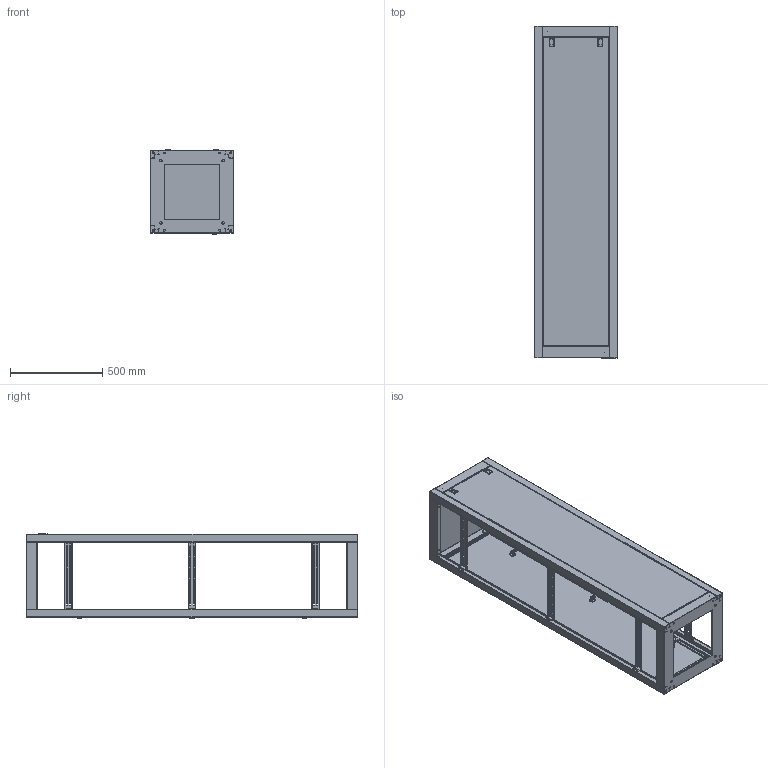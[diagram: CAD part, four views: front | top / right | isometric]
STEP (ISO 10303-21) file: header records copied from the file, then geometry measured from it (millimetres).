
FILE_DESCRIPTION (( 'STEP AP214' ), '1' );
FILE_NAME ('Êàðêàñ ÂÐÓ 1 IP31 1800õ450õ450.STEP', '2021-02-10T08:52:47', ( '' ), ( '' ), 'SwSTEP 2.0', 'SolidWorks 2021', '' );
FILE_SCHEMA (( 'AUTOMOTIVE_DESIGN' ));
Length unit declared in the file: millimetre
Products named in the file (20): ﾌﾈ-557.01.00.001 ﾊ; Äâåðü ÂÐÓ 1800õ600_1800*600; ÌÈ-556.01.00.002 ñòîéêà óãëîâàÿ_1800; ﾌﾈ-557.01.01.000 ﾄ濵 ﾑﾁ; Øïèëüêà Ì6õ12; ÌÈ-557.02.00.000 ÑÁ Ñòåíêà çàäíÿÿ â ñáîðå 180.45; pan head cross recess screw_din_PreviewCfg; Øïèëüêà ïðèâàðíàÿ Ì6õ16 DIN 13918; Êàðêàñ ÂÐÓ 1 IP31 1800õ450õ450; Çåðêàëüíî îòðàçèòüÑòîéêà óãëîâàÿ_1800; ﾌﾈ-557.01.01.001 ﾄ濵; Çàìîê áîëüøîé; Çàêëåïêà ãàå÷íàÿ Ì6 UNI 9203; ﾄ粢 ﾑﾁ; ��-557.01.00.000 ������ ��_���-1 600�450; Çàêë¸ïêà Ì4; ÌÈ-557.02.00.001 Ñòåíêà çàäíÿÿ 180.45; Ðó÷êà çàùåëêà Atos KS01.12.35; Ðåéêà; pan head cross recess screw_din_DIN EN ISO 7045 - M4 x 16 - Z - 16N
Assembly tree (83 placements, depth 4):
  Êàðêàñ ÂÐÓ 1 IP31 1800õ450õ450
    ��-557.01.00.000 ������ ��_���-1 600�450
      ÌÈ-556.01.00.002 ñòîéêà óãëîâàÿ_1800  x2
      ﾌﾈ-557.01.00.001 ﾊ
      Çåðêàëüíî îòðàçèòüÑòîéêà óãëîâàÿ_1800  x2
      ﾌﾈ-557.01.01.000 ﾄ濵 ﾑﾁ
        ﾌﾈ-557.01.01.001 ﾄ濵
        Øïèëüêà Ì6õ12
      Øïèëüêà Ì6õ12
    ÌÈ-557.02.00.000 ÑÁ Ñòåíêà çàäíÿÿ â ñáîðå 180.45
      ÌÈ-557.02.00.001 Ñòåíêà çàäíÿÿ 180.45
      Çàêë¸ïêà Ì4  x2
      Ðó÷êà çàùåëêà Atos KS01.12.35  x2
      pan head cross recess screw_din_DIN EN ISO 7045 - M4 x 16 - Z - 16N  x2
    ﾄ粢 ﾑﾁ
      Äâåðü ÂÐÓ 1800õ600_1800*600
      Çàìîê áîëüøîé  x3
      Øïèëüêà ïðèâàðíàÿ Ì6õ16 DIN 13918  x2
      Çàêëåïêà ãàå÷íàÿ Ì6 UNI 9203  x2
    pan head cross recess screw_din_PreviewCfg  x26
    Ðåéêà  x6
    Çàêëåïêà ãàå÷íàÿ Ì6 UNI 9203  x24
Bounding box: 450 x 1802 x 458.04 mm (x, y, z)
Volume: 3190222.7 mm3; surface area: 6257266.2 mm2
Topology: 79 solids, 94 shells, 3850 faces, 9327 edges, 5743 vertices
Faces by surface type: plane 1805, cylinder 1348, cone 398, torus 216, sphere 56, bspline 27
Entity records: 35105 total; most frequent: CARTESIAN_POINT 6869, DIRECTION 5624, ORIENTED_EDGE 5146, EDGE_CURVE 2573, AXIS2_PLACEMENT_3D 2010, VECTOR 1604, LINE 1604, VERTEX_POINT 1577
